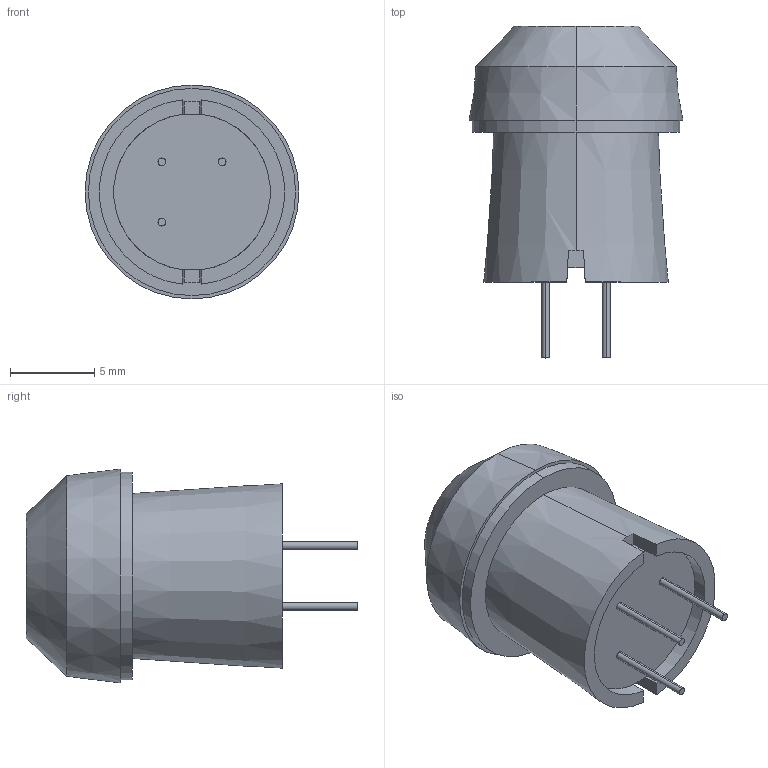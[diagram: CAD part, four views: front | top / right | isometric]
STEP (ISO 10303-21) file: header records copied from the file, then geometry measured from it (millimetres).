
FILE_DESCRIPTION (( 'STEP AP214' ), '1' );
FILE_NAME ('amn32111.stp', '2009-03-09T00:48:14', ( '' ), ( 'PanasonicElectricWorks' ), '', '', '' );
FILE_SCHEMA (( 'AUTOMOTIVE_DESIGN' ));
Length unit declared in the file: millimetre
Products named in the file (1): amn32111
Bounding box: 12.7 x 19.7 x 12.7 mm (x, y, z)
Volume: 1340.2 mm3; surface area: 782 mm2
Topology: 4 solids, 4 shells, 36 faces, 76 edges, 50 vertices
Faces by surface type: plane 20, cylinder 10, cone 6
Entity records: 1032 total; most frequent: CARTESIAN_POINT 187, DIRECTION 176, ORIENTED_EDGE 152, EDGE_CURVE 76, AXIS2_PLACEMENT_3D 71, VERTEX_POINT 50, EDGE_LOOP 38, ADVANCED_FACE 36
